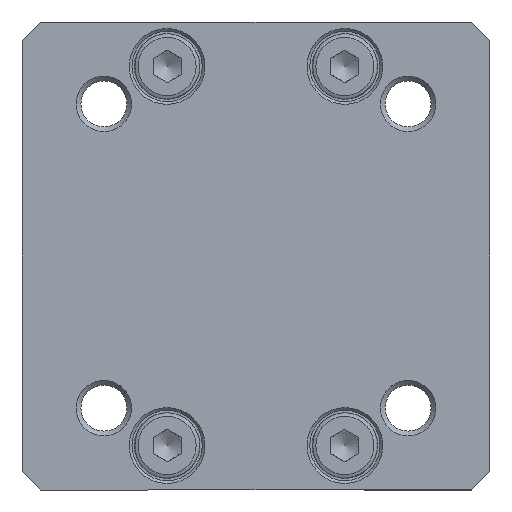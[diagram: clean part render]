
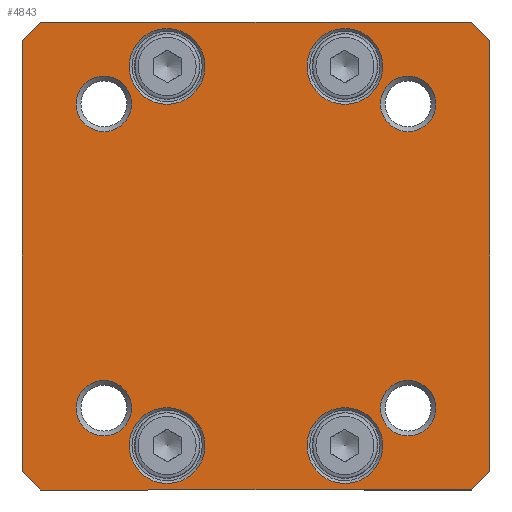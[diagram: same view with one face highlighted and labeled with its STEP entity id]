
A CAD part, front view. The second image highlights one B-rep face of the part: STEP entity #4843.
In plain terms, the highlighted planar face has unit normal (0, -1, 0).
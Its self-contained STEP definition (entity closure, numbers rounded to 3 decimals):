
#4684=CARTESIAN_POINT('',(0.,-7.5,0.));
#4685=DIRECTION('',(0.0,1.0,0.0));
#4686=DIRECTION('',(0.0,0.0,1.0));
#4687=AXIS2_PLACEMENT_3D('',#4684,#4685,#4686);
#4688=PLANE('',#4687);
#4689=CARTESIAN_POINT('',(-23.,-7.5,25.));
#4690=VERTEX_POINT('',#4689);
#4691=CARTESIAN_POINT('',(23.,-7.5,25.0));
#4692=VERTEX_POINT('',#4691);
#4693=CARTESIAN_POINT('',(-23.,-7.5,25.));
#4694=DIRECTION('',(1.0,0.0,0.0));
#4695=VECTOR('',#4694,46.);
#4696=LINE('',#4693,#4695);
#4697=EDGE_CURVE('',#4690,#4692,#4696,.T.);
#4698=ORIENTED_EDGE('',*,*,#4697,.F.);
#4699=CARTESIAN_POINT('',(-25.0,-7.5,23.));
#4700=VERTEX_POINT('',#4699);
#4701=CARTESIAN_POINT('',(-25.0,-7.5,23.));
#4702=DIRECTION('',(0.707,0.0,0.707));
#4703=VECTOR('',#4702,2.828);
#4704=LINE('',#4701,#4703);
#4705=EDGE_CURVE('',#4700,#4690,#4704,.T.);
#4706=ORIENTED_EDGE('',*,*,#4705,.F.);
#4707=CARTESIAN_POINT('',(-25.0,-7.5,-23.));
#4708=VERTEX_POINT('',#4707);
#4709=CARTESIAN_POINT('',(-25.0,-7.5,-23.));
#4710=DIRECTION('',(0.0,0.0,1.0));
#4711=VECTOR('',#4710,46.);
#4712=LINE('',#4709,#4711);
#4713=EDGE_CURVE('',#4708,#4700,#4712,.T.);
#4714=ORIENTED_EDGE('',*,*,#4713,.F.);
#4715=CARTESIAN_POINT('',(-23.,-7.5,-25.));
#4716=VERTEX_POINT('',#4715);
#4717=CARTESIAN_POINT('',(-23.,-7.5,-25.));
#4718=DIRECTION('',(-0.707,0.0,0.707));
#4719=VECTOR('',#4718,2.828);
#4720=LINE('',#4717,#4719);
#4721=EDGE_CURVE('',#4716,#4708,#4720,.T.);
#4722=ORIENTED_EDGE('',*,*,#4721,.F.);
#4723=CARTESIAN_POINT('',(23.,-7.5,-25.0));
#4724=VERTEX_POINT('',#4723);
#4725=CARTESIAN_POINT('',(23.,-7.5,-25.));
#4726=DIRECTION('',(-1.0,0.0,0.0));
#4727=VECTOR('',#4726,46.);
#4728=LINE('',#4725,#4727);
#4729=EDGE_CURVE('',#4724,#4716,#4728,.T.);
#4730=ORIENTED_EDGE('',*,*,#4729,.F.);
#4731=CARTESIAN_POINT('',(25.0,-7.5,-23.));
#4732=VERTEX_POINT('',#4731);
#4733=CARTESIAN_POINT('',(25.,-7.5,-23.0));
#4734=DIRECTION('',(-0.707,0.0,-0.707));
#4735=VECTOR('',#4734,2.828);
#4736=LINE('',#4733,#4735);
#4737=EDGE_CURVE('',#4732,#4724,#4736,.T.);
#4738=ORIENTED_EDGE('',*,*,#4737,.F.);
#4739=CARTESIAN_POINT('',(25.0,-7.5,23.));
#4740=VERTEX_POINT('',#4739);
#4741=CARTESIAN_POINT('',(25.0,-7.5,23.));
#4742=DIRECTION('',(0.0,0.0,-1.0));
#4743=VECTOR('',#4742,46.);
#4744=LINE('',#4741,#4743);
#4745=EDGE_CURVE('',#4740,#4732,#4744,.T.);
#4746=ORIENTED_EDGE('',*,*,#4745,.F.);
#4747=CARTESIAN_POINT('',(23.,-7.5,25.0));
#4748=DIRECTION('',(0.707,0.0,-0.707));
#4749=VECTOR('',#4748,2.828);
#4750=LINE('',#4747,#4749);
#4751=EDGE_CURVE('',#4692,#4740,#4750,.T.);
#4752=ORIENTED_EDGE('',*,*,#4751,.F.);
#4753=EDGE_LOOP('',(#4698,#4706,#4714,#4722,#4730,#4738,#4746,#4752));
#4754=FACE_OUTER_BOUND('',#4753,.T.);
#4755=CARTESIAN_POINT('',(-13.292,-7.5,16.25));
#4756=VERTEX_POINT('',#4755);
#4757=CARTESIAN_POINT('',(-16.25,-7.5,16.25));
#4758=DIRECTION('',(0.0,-1.0,0.0));
#4759=DIRECTION('',(-1.0,0.0,0.0));
#4760=AXIS2_PLACEMENT_3D('',#4757,#4758,#4759);
#4761=CIRCLE('',#4760,2.959);
#4762=EDGE_CURVE('',#4756,#4756,#4761,.T.);
#4763=ORIENTED_EDGE('',*,*,#4762,.F.);
#4764=EDGE_LOOP('',(#4763));
#4765=FACE_BOUND('',#4764,.T.);
#4766=CARTESIAN_POINT('',(19.208,-7.5,-16.25));
#4767=VERTEX_POINT('',#4766);
#4768=CARTESIAN_POINT('',(16.25,-7.5,-16.25));
#4769=DIRECTION('',(0.0,-1.0,0.0));
#4770=DIRECTION('',(-1.0,0.0,0.0));
#4771=AXIS2_PLACEMENT_3D('',#4768,#4769,#4770);
#4772=CIRCLE('',#4771,2.959);
#4773=EDGE_CURVE('',#4767,#4767,#4772,.T.);
#4774=ORIENTED_EDGE('',*,*,#4773,.F.);
#4775=EDGE_LOOP('',(#4774));
#4776=FACE_BOUND('',#4775,.T.);
#4777=CARTESIAN_POINT('',(13.55,-7.5,-20.25));
#4778=VERTEX_POINT('',#4777);
#4779=CARTESIAN_POINT('',(9.5,-7.5,-20.25));
#4780=DIRECTION('',(0.0,-1.0,0.0));
#4781=DIRECTION('',(-1.0,0.0,0.0));
#4782=AXIS2_PLACEMENT_3D('',#4779,#4780,#4781);
#4783=CIRCLE('',#4782,4.05);
#4784=EDGE_CURVE('',#4778,#4778,#4783,.T.);
#4785=ORIENTED_EDGE('',*,*,#4784,.F.);
#4786=EDGE_LOOP('',(#4785));
#4787=FACE_BOUND('',#4786,.T.);
#4788=CARTESIAN_POINT('',(-5.45,-7.5,20.25));
#4789=VERTEX_POINT('',#4788);
#4790=CARTESIAN_POINT('',(-9.5,-7.5,20.25));
#4791=DIRECTION('',(0.0,-1.0,0.0));
#4792=DIRECTION('',(-1.0,0.0,0.0));
#4793=AXIS2_PLACEMENT_3D('',#4790,#4791,#4792);
#4794=CIRCLE('',#4793,4.05);
#4795=EDGE_CURVE('',#4789,#4789,#4794,.T.);
#4796=ORIENTED_EDGE('',*,*,#4795,.F.);
#4797=EDGE_LOOP('',(#4796));
#4798=FACE_BOUND('',#4797,.T.);
#4799=CARTESIAN_POINT('',(13.55,-7.5,20.25));
#4800=VERTEX_POINT('',#4799);
#4801=CARTESIAN_POINT('',(9.5,-7.5,20.25));
#4802=DIRECTION('',(0.0,-1.0,0.0));
#4803=DIRECTION('',(-1.0,0.0,0.0));
#4804=AXIS2_PLACEMENT_3D('',#4801,#4802,#4803);
#4805=CIRCLE('',#4804,4.05);
#4806=EDGE_CURVE('',#4800,#4800,#4805,.T.);
#4807=ORIENTED_EDGE('',*,*,#4806,.F.);
#4808=EDGE_LOOP('',(#4807));
#4809=FACE_BOUND('',#4808,.T.);
#4810=CARTESIAN_POINT('',(-5.45,-7.5,-20.25));
#4811=VERTEX_POINT('',#4810);
#4812=CARTESIAN_POINT('',(-9.5,-7.5,-20.25));
#4813=DIRECTION('',(0.0,-1.0,0.0));
#4814=DIRECTION('',(-1.0,0.0,0.0));
#4815=AXIS2_PLACEMENT_3D('',#4812,#4813,#4814);
#4816=CIRCLE('',#4815,4.05);
#4817=EDGE_CURVE('',#4811,#4811,#4816,.T.);
#4818=ORIENTED_EDGE('',*,*,#4817,.F.);
#4819=EDGE_LOOP('',(#4818));
#4820=FACE_BOUND('',#4819,.T.);
#4821=CARTESIAN_POINT('',(-13.292,-7.5,-16.25));
#4822=VERTEX_POINT('',#4821);
#4823=CARTESIAN_POINT('',(-16.25,-7.5,-16.25));
#4824=DIRECTION('',(0.0,-1.0,0.0));
#4825=DIRECTION('',(-1.0,0.0,0.0));
#4826=AXIS2_PLACEMENT_3D('',#4823,#4824,#4825);
#4827=CIRCLE('',#4826,2.959);
#4828=EDGE_CURVE('',#4822,#4822,#4827,.T.);
#4829=ORIENTED_EDGE('',*,*,#4828,.F.);
#4830=EDGE_LOOP('',(#4829));
#4831=FACE_BOUND('',#4830,.T.);
#4832=CARTESIAN_POINT('',(19.208,-7.5,16.25));
#4833=VERTEX_POINT('',#4832);
#4834=CARTESIAN_POINT('',(16.25,-7.5,16.25));
#4835=DIRECTION('',(0.0,-1.0,0.0));
#4836=DIRECTION('',(-1.0,0.0,0.0));
#4837=AXIS2_PLACEMENT_3D('',#4834,#4835,#4836);
#4838=CIRCLE('',#4837,2.959);
#4839=EDGE_CURVE('',#4833,#4833,#4838,.T.);
#4840=ORIENTED_EDGE('',*,*,#4839,.F.);
#4841=EDGE_LOOP('',(#4840));
#4842=FACE_BOUND('',#4841,.T.);
#4843=ADVANCED_FACE('',(#4754,#4765,#4776,#4787,#4798,#4809,#4820,#4831,#4842),#4688,.F.);
